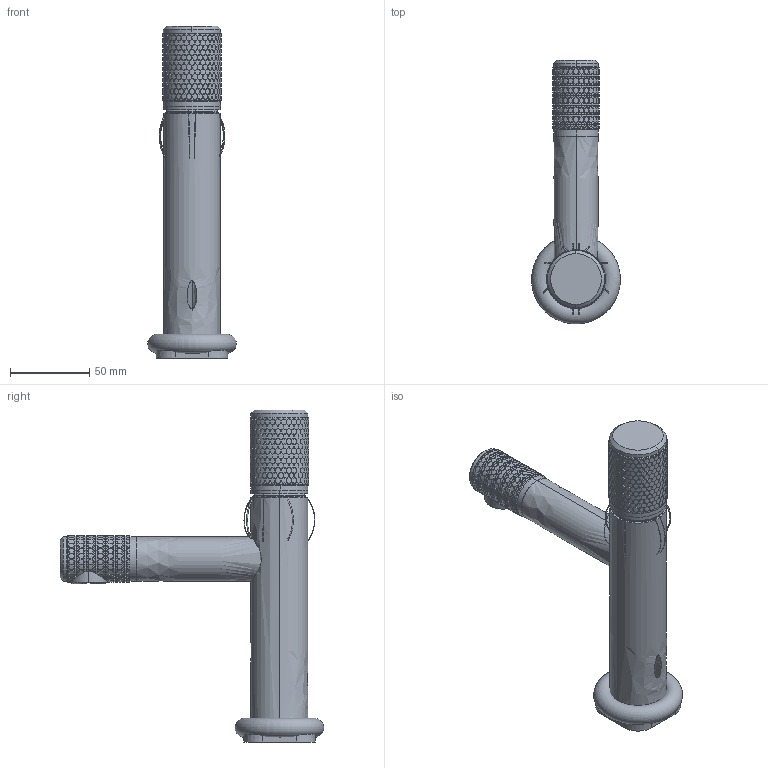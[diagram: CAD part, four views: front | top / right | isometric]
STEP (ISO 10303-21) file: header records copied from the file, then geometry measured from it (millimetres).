
FILE_DESCRIPTION((''),'2;1');
FILE_NAME('WXP168163_ASM_ASM','2020-07-04T',('fth20'),(''),'CREO PARAMETRIC BY PTC INC, 2015480','CREO PARAMETRIC BY PTC INC, 2015480','');
FILE_SCHEMA(('CONFIG_CONTROL_DESIGN'));
Products named in the file (27): 80T168163_1; 81G168163-180710_1; 81T168163_ASM_1_ASM; J1025BSD01A_2; J1025BSD01C_2; J10250MZ04A_2; J10250MZ04_ASM_2_ASM; 8YG569080_1; 8ZG569081_3; 81P25WXP2_3; WXP_3; WXP-1_3; 80P35WXP2_ASM_3_ASM; 168163-KH_1; 80G168163-180710_1; 8YJ168163_1; 8J20X25_1; 8J19X2_1; 89G0Z011_1; 56413-JT_ASM_1_ASM; 81M16055_1; 24X1-02___1; 24X1-01___2; M16055_ASM_1_ASM; 82P25WUH2_2; WXP168163_ASM_1_ASM; WXP168163_ASM_ASM
Assembly tree (28 placements, depth 4):
  WXP168163_ASM_ASM
    WXP168163_ASM_1_ASM
      81T168163_ASM_1_ASM
        80T168163_1
        81G168163-180710_1
      J10250MZ04_ASM_2_ASM
        J1025BSD01A_2
        J1025BSD01C_2
        J10250MZ04A_2
      8YG569080_1
      8ZG569081_3
      80P35WXP2_ASM_3_ASM
        81P25WXP2_3
        WXP_3
        WXP-1_3
      168163-KH_1  x2
      80G168163-180710_1
      56413-JT_ASM_1_ASM
        8YJ168163_1
        8J20X25_1  x2
        8J19X2_1
        89G0Z011_1
      M16055_ASM_1_ASM
        81M16055_1
        24X1-02___1
        24X1-01___2
      82P25WUH2_2
Bounding box: 55.98 x 166.29 x 209.5 mm (x, y, z)
Surface area: 124938.1 mm2 (no closed solid volume)
Topology: 0 solids, 0 shells, 7588 faces, 33970 edges, 33897 vertices
Faces by surface type: bspline 7500, torus 79, sphere 9
Entity records: 561901 total; most frequent: CARTESIAN_POINT 297968, DEFINITIONAL_REPRESENTATION 33504, PCURVE 33504, COMPOSITE_CURVE_SEGMENT 33504, DIRECTION 31647, TRIMMED_CURVE 29099, VECTOR 26883, LINE 26883
